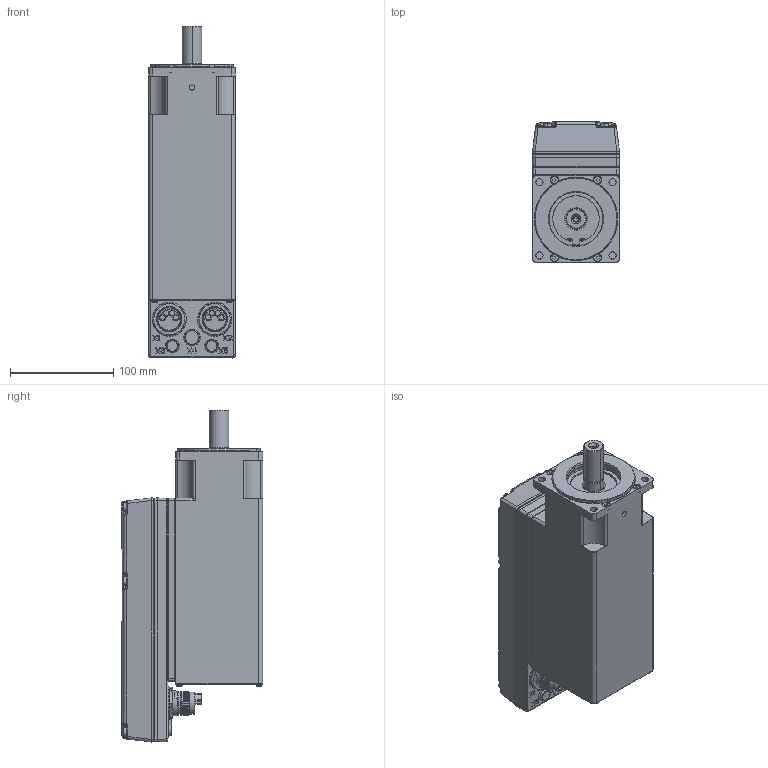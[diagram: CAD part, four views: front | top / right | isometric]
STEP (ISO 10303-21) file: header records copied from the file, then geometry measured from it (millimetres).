
FILE_DESCRIPTION((''),'2;1');
FILE_NAME('ISD510_SIZE2_A_2_9_3D','2021-12-03T10:18:05',('U384099'),('Danfoss Drives A/S'),'CREO PARAMETRIC BY PTC INC, 2019344','CREO PARAMETRIC BY PTC INC, 2019344','');
FILE_SCHEMA(('CONFIG_CONTROL_DESIGN','GEOMETRIC_VALIDATION_PROPERTIES_MIM'));
Products named in the file (1): ISD510_SIZE2_A_2_9_3D
Bounding box: 84.04 x 136.51 x 321 mm (x, y, z)
Surface area: 214018.9 mm2 (no closed solid volume)
Topology: 0 solids, 3 shells, 1994 faces, 5365 edges, 3468 vertices
Faces by surface type: plane 923, cylinder 427, extrusion 252, bspline 180, torus 127, cone 81, sphere 4
Entity records: 75041 total; most frequent: CARTESIAN_POINT 27159, ORIENTED_EDGE 10674, DIRECTION 8532, EDGE_CURVE 5359, VERTEX_POINT 3468, VECTOR 3282, LINE 3030, AXIS2_PLACEMENT_3D 2625
